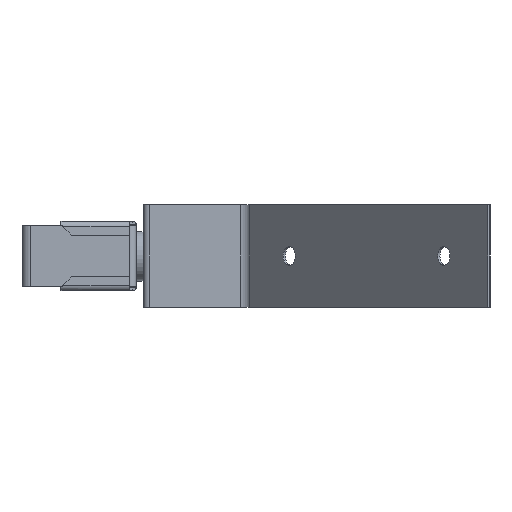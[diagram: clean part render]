
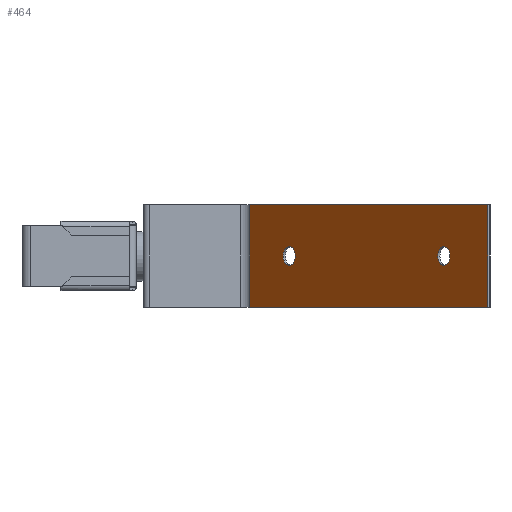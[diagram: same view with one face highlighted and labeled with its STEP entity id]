
A CAD part, left-side view. The second image highlights one B-rep face of the part: STEP entity #464.
In plain terms, the highlighted planar face has unit normal (-0.643, 0.766, 0).
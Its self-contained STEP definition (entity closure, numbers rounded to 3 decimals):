
#124 = EDGE_CURVE ( 'NONE', #4890, #5665, #4146, .T. ) ;
#149 = EDGE_CURVE ( 'NONE', #5665, #524, #1669, .T. ) ;
#216 = CARTESIAN_POINT ( 'NONE',  ( -21.25, -1.231, 0. ) ) ;
#312 = CIRCLE ( 'NONE', #3925, 2.75 ) ;
#464 = ADVANCED_FACE ( 'NONE', ( #4231, #2797, #2823 ), #3710, .T. ) ;
#471 = DIRECTION ( 'NONE',  ( -0.643, 0.766, 0. ) ) ;
#501 = VECTOR ( 'NONE', #6416, 1000. ) ;
#524 = VERTEX_POINT ( 'NONE', #3368 ) ;
#573 = CARTESIAN_POINT ( 'NONE',  ( -88.825, -57.933, 17.75 ) ) ;
#632 = EDGE_CURVE ( 'NONE', #6197, #4890, #2460, .T. ) ;
#773 = CIRCLE ( 'NONE', #3779, 2.75 ) ;
#791 = DIRECTION ( 'NONE',  ( 0.766, 0.643, 0. ) ) ;
#963 = EDGE_LOOP ( 'NONE', ( #1303, #2163 ) ) ;
#1013 = ORIENTED_EDGE ( 'NONE', *, *, #149, .F. ) ;
#1190 = CARTESIAN_POINT ( 'NONE',  ( -88.825, -57.933, 12.25 ) ) ;
#1210 = VERTEX_POINT ( 'NONE', #3557 ) ;
#1293 = EDGE_CURVE ( 'NONE', #6197, #524, #3654, .T. ) ;
#1303 = ORIENTED_EDGE ( 'NONE', *, *, #5607, .F. ) ;
#1544 = ORIENTED_EDGE ( 'NONE', *, *, #5250, .F. ) ;
#1562 = ORIENTED_EDGE ( 'NONE', *, *, #1293, .T. ) ;
#1614 = CARTESIAN_POINT ( 'NONE',  ( -88.825, -57.933, 15. ) ) ;
#1669 = LINE ( 'NONE', #216, #6043 ) ;
#1704 = CARTESIAN_POINT ( 'NONE',  ( -104.146, -70.789, 30. ) ) ;
#1980 = DIRECTION ( 'NONE',  ( 0., 0., 1. ) ) ;
#2023 = DIRECTION ( 'NONE',  ( -0.643, 0.766, 0. ) ) ;
#2103 = DIRECTION ( 'NONE',  ( -0.643, 0.766, 0. ) ) ;
#2163 = ORIENTED_EDGE ( 'NONE', *, *, #5144, .F. ) ;
#2198 = EDGE_LOOP ( 'NONE', ( #1013, #3522, #2573, #1562 ) ) ;
#2216 = CARTESIAN_POINT ( 'NONE',  ( -104.146, -70.789, 30. ) ) ;
#2460 = LINE ( 'NONE', #4449, #501 ) ;
#2535 = ORIENTED_EDGE ( 'NONE', *, *, #4827, .F. ) ;
#2573 = ORIENTED_EDGE ( 'NONE', *, *, #632, .F. ) ;
#2797 = FACE_BOUND ( 'NONE', #4382, .T. ) ;
#2823 = FACE_OUTER_BOUND ( 'NONE', #2198, .T. ) ;
#2835 = CARTESIAN_POINT ( 'NONE',  ( -34.948, -12.725, 17.75 ) ) ;
#2969 = CARTESIAN_POINT ( 'NONE',  ( -34.948, -12.725, 15. ) ) ;
#2995 = AXIS2_PLACEMENT_3D ( 'NONE', #5952, #3538, #3038 ) ;
#3012 = VECTOR ( 'NONE', #791, 1000. ) ;
#3038 = DIRECTION ( 'NONE',  ( 0., 0., 1. ) ) ;
#3206 = AXIS2_PLACEMENT_3D ( 'NONE', #5227, #4688, #4747 ) ;
#3368 = CARTESIAN_POINT ( 'NONE',  ( -21.25, -1.231, 30. ) ) ;
#3522 = ORIENTED_EDGE ( 'NONE', *, *, #124, .F. ) ;
#3538 = DIRECTION ( 'NONE',  ( -0.643, 0.766, 0. ) ) ;
#3557 = CARTESIAN_POINT ( 'NONE',  ( -34.948, -12.725, 12.25 ) ) ;
#3654 = LINE ( 'NONE', #2216, #3012 ) ;
#3710 = PLANE ( 'NONE',  #3206 ) ;
#3779 = AXIS2_PLACEMENT_3D ( 'NONE', #5977, #471, #1980 ) ;
#3815 = AXIS2_PLACEMENT_3D ( 'NONE', #2969, #2023, #4951 ) ;
#3925 = AXIS2_PLACEMENT_3D ( 'NONE', #1614, #2103, #4097 ) ;
#4097 = DIRECTION ( 'NONE',  ( 0., 0., 1. ) ) ;
#4146 = LINE ( 'NONE', #6116, #5630 ) ;
#4179 = DIRECTION ( 'NONE',  ( 0., 0., 1. ) ) ;
#4231 = FACE_BOUND ( 'NONE', #963, .T. ) ;
#4370 = VERTEX_POINT ( 'NONE', #2835 ) ;
#4382 = EDGE_LOOP ( 'NONE', ( #2535, #1544 ) ) ;
#4433 = VERTEX_POINT ( 'NONE', #573 ) ;
#4449 = CARTESIAN_POINT ( 'NONE',  ( -104.146, -70.789, 30. ) ) ;
#4659 = DIRECTION ( 'NONE',  ( 0.766, 0.643, 0. ) ) ;
#4688 = DIRECTION ( 'NONE',  ( -0.643, 0.766, 0. ) ) ;
#4747 = DIRECTION ( 'NONE',  ( 0., 0., 1. ) ) ;
#4827 = EDGE_CURVE ( 'NONE', #5373, #4433, #312, .T. ) ;
#4890 = VERTEX_POINT ( 'NONE', #5438 ) ;
#4951 = DIRECTION ( 'NONE',  ( 0., 0., 1. ) ) ;
#5144 = EDGE_CURVE ( 'NONE', #4370, #1210, #6002, .T. ) ;
#5178 = CIRCLE ( 'NONE', #2995, 2.75 ) ;
#5227 = CARTESIAN_POINT ( 'NONE',  ( -19.881, -0.083, 30. ) ) ;
#5250 = EDGE_CURVE ( 'NONE', #4433, #5373, #5178, .T. ) ;
#5373 = VERTEX_POINT ( 'NONE', #1190 ) ;
#5438 = CARTESIAN_POINT ( 'NONE',  ( -104.146, -70.789, 0. ) ) ;
#5607 = EDGE_CURVE ( 'NONE', #1210, #4370, #773, .T. ) ;
#5630 = VECTOR ( 'NONE', #4659, 1000. ) ;
#5665 = VERTEX_POINT ( 'NONE', #6179 ) ;
#5952 = CARTESIAN_POINT ( 'NONE',  ( -88.825, -57.933, 15. ) ) ;
#5977 = CARTESIAN_POINT ( 'NONE',  ( -34.948, -12.725, 15. ) ) ;
#6002 = CIRCLE ( 'NONE', #3815, 2.75 ) ;
#6043 = VECTOR ( 'NONE', #4179, 1000. ) ;
#6116 = CARTESIAN_POINT ( 'NONE',  ( -104.146, -70.789, 0. ) ) ;
#6179 = CARTESIAN_POINT ( 'NONE',  ( -21.25, -1.231, 0. ) ) ;
#6197 = VERTEX_POINT ( 'NONE', #1704 ) ;
#6416 = DIRECTION ( 'NONE',  ( 0., 0., -1. ) ) ;
